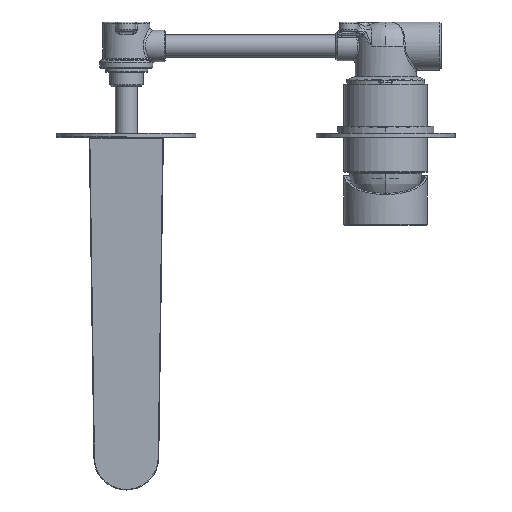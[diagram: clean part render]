
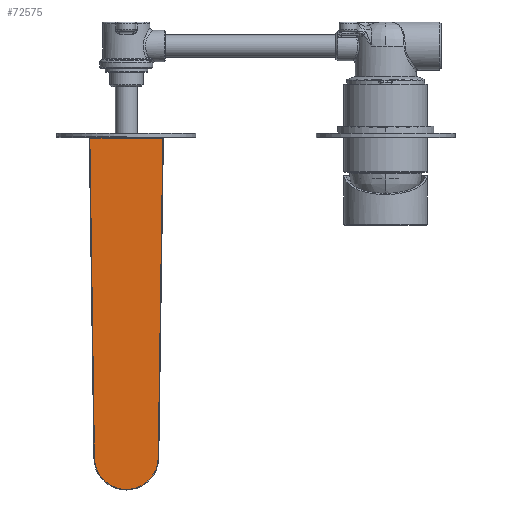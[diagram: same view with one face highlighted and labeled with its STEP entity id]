
A CAD part, front view. The second image highlights one B-rep face of the part: STEP entity #72575.
In plain terms, the highlighted face is planar.
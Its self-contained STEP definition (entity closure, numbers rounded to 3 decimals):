
#71641=DIRECTION('',(1.,0.,0.014));
#71642=VECTOR('',#71641,172.767);
#71643=CARTESIAN_POINT('',(-172.749,0.,17.198));
#71644=LINE('',#71643,#71642);
#71645=CARTESIAN_POINT('',(-172.5,0.,0.));
#71646=DIRECTION('',(0.,1.,0.));
#71647=DIRECTION('',(-0.014,0.,-1.));
#71648=AXIS2_PLACEMENT_3D('',#71645,#71646,#71647);
#71650=DIRECTION('',(-1.,0.,0.014));
#71651=VECTOR('',#71650,172.767);
#71652=CARTESIAN_POINT('',(0.,0.,-19.7));
#71653=LINE('',#71652,#71651);
#71654=DIRECTION('',(0.,0.,1.));
#71655=VECTOR('',#71654,39.4);
#71656=CARTESIAN_POINT('',(0.,0.,-19.7));
#71657=LINE('',#71656,#71655);
#71693=CARTESIAN_POINT('',(0.,0.,19.7));
#71703=CARTESIAN_POINT('',(0.,0.,-19.7));
#72536=VERTEX_POINT('',#71693);
#72540=CARTESIAN_POINT('',(-172.749,0.,17.198));
#72541=VERTEX_POINT('',#72540);
#72542=CARTESIAN_POINT('',(-172.749,0.,-17.198));
#72543=VERTEX_POINT('',#72542);
#72547=VERTEX_POINT('',#71703);
#72560=CARTESIAN_POINT('',(0.,0.,0.));
#72561=DIRECTION('',(0.,1.,0.));
#72562=DIRECTION('',(1.,0.,0.));
#72563=AXIS2_PLACEMENT_3D('',#72560,#72561,#72562);
#72564=PLANE('',#72563);
#72566=ORIENTED_EDGE('',*,*,#72565,.F.);
#72568=ORIENTED_EDGE('',*,*,#72567,.F.);
#72570=ORIENTED_EDGE('',*,*,#72569,.F.);
#72572=ORIENTED_EDGE('',*,*,#72571,.T.);
#72573=EDGE_LOOP('',(#72566,#72568,#72570,#72572));
#72574=FACE_OUTER_BOUND('',#72573,.F.);
#71649=CIRCLE('',#71648,17.2);
#72565=EDGE_CURVE('',#72541,#72536,#71644,.T.);
#72567=EDGE_CURVE('',#72543,#72541,#71649,.T.);
#72569=EDGE_CURVE('',#72547,#72543,#71653,.T.);
#72571=EDGE_CURVE('',#72547,#72536,#71657,.T.);
#72575=ADVANCED_FACE('',(#72574),#72564,.T.);
